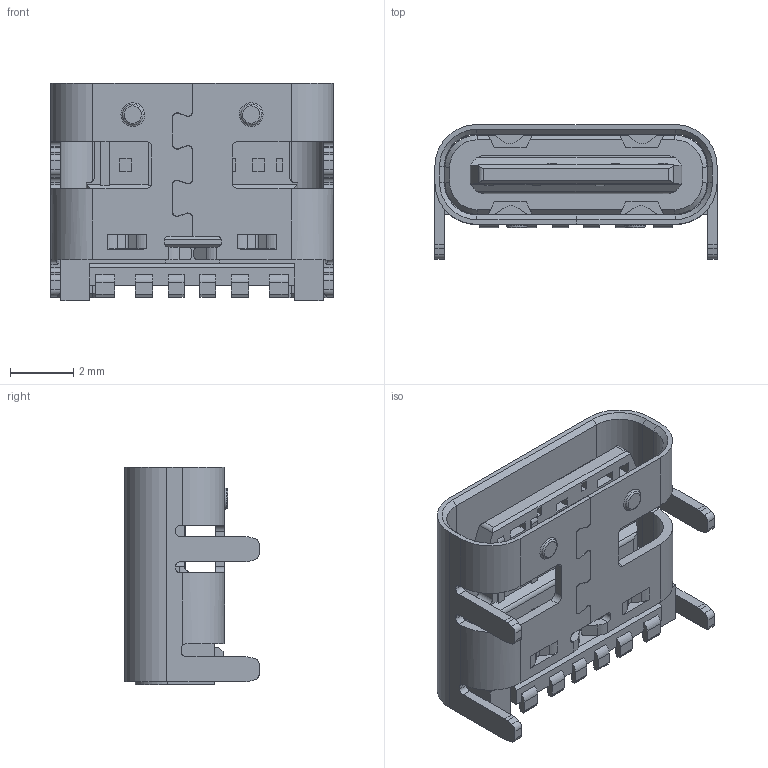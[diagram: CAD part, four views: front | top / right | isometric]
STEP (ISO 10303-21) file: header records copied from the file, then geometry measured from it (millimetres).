
FILE_DESCRIPTION( ( 'STEP AP214' ), '1' );
FILE_NAME( 'USB4125-GF-A.stp', '2021-02-19T02:45:17', ( 'License CC BY-ND 4.0' ), ( 'CADENAS' ), ' ', 'PARTsolutions', ' ' );
FILE_SCHEMA( ( 'AUTOMOTIVE_DESIGN { 1 0 10303 214 1 1 1 1 }' ) );
Length unit declared in the file: millimetre
Products named in the file (2): USB4125-GF-A; Í¹Ì¨-À­Éì7
Assembly tree (1 placements, depth 2):
  USB4125-GF-A
    Í¹Ì¨-À­Éì7
Bounding box: 8.94 x 4.26 x 6.9 mm (x, y, z)
Surface area: 450.6 mm2 (no closed solid volume)
Topology: 0 solids, 671 shells, 671 faces, 3881 edges, 3874 vertices
Faces by surface type: plane 492, cylinder 155, cone 18, bspline 6
Full cylindrical faces by diameter (mm): 0.05 x2
Entity records: 43194 total; most frequent: CARTESIAN_POINT 9665, DIRECTION 5556, ORIENTED_EDGE 3874, EDGE_CURVE 3874, VERTEX_POINT 3874, LINE 3070, VECTOR 3070, AXIS2_PLACEMENT_3D 1243
